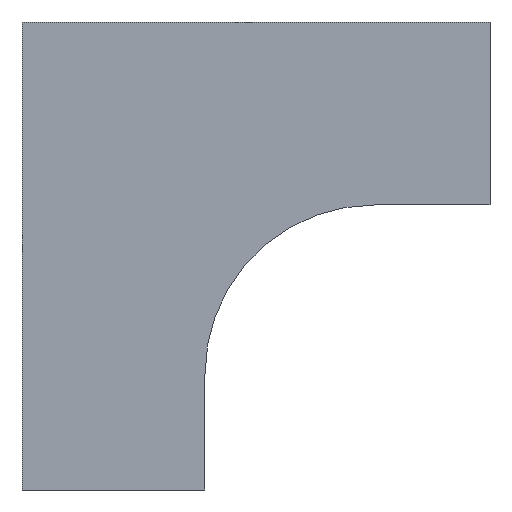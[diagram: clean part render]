
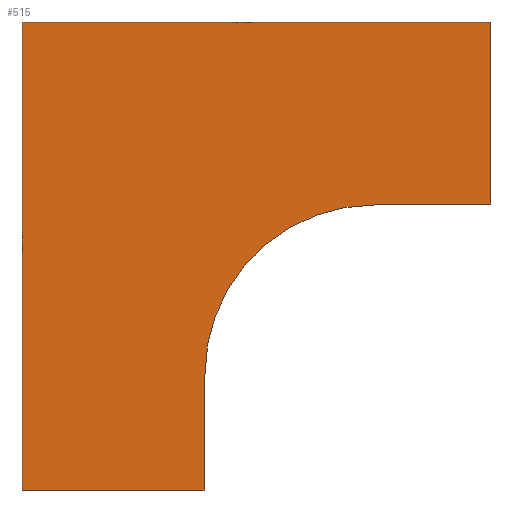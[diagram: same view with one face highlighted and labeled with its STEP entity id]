
A CAD part, front view. The second image highlights one B-rep face of the part: STEP entity #515.
In plain terms, the highlighted planar face has unit normal (0, -1, 0).
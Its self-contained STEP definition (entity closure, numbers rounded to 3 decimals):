
#24 = EDGE_CURVE ( 'NONE', #157, #104, #468, .T. ) ;
#49 = CARTESIAN_POINT ( 'NONE',  ( -55.25, -57.2, 55.25 ) ) ;
#54 = VECTOR ( 'NONE', #89, 1000. ) ;
#62 = DIRECTION ( 'NONE',  ( 1., 0., 0. ) ) ;
#74 = VERTEX_POINT ( 'NONE', #191 ) ;
#89 = DIRECTION ( 'NONE',  ( 0., 0., -1. ) ) ;
#90 = CARTESIAN_POINT ( 'NONE',  ( -12.05, -57.2, -55.25 ) ) ;
#95 = CARTESIAN_POINT ( 'NONE',  ( -55.25, -57.2, 55.25 ) ) ;
#104 = VERTEX_POINT ( 'NONE', #49 ) ;
#106 = LINE ( 'NONE', #375, #318 ) ;
#108 = DIRECTION ( 'NONE',  ( 0., 0., 1. ) ) ;
#111 = ORIENTED_EDGE ( 'NONE', *, *, #380, .F. ) ;
#113 = PLANE ( 'NONE',  #136 ) ;
#114 = CARTESIAN_POINT ( 'NONE',  ( 27.95, -57.2, -27.95 ) ) ;
#117 = VECTOR ( 'NONE', #62, 1000. ) ;
#122 = VERTEX_POINT ( 'NONE', #210 ) ;
#132 = LINE ( 'NONE', #95, #117 ) ;
#136 = AXIS2_PLACEMENT_3D ( 'NONE', #114, #151, #108 ) ;
#151 = DIRECTION ( 'NONE',  ( 0., 1., 0. ) ) ;
#157 = VERTEX_POINT ( 'NONE', #534 ) ;
#170 = LINE ( 'NONE', #90, #54 ) ;
#183 = DIRECTION ( 'NONE',  ( 0., 0., 1. ) ) ;
#185 = DIRECTION ( 'NONE',  ( 0., -1., 0. ) ) ;
#187 = CARTESIAN_POINT ( 'NONE',  ( 27.95, -57.2, -27.95 ) ) ;
#191 = CARTESIAN_POINT ( 'NONE',  ( -12.05, -57.2, -55.25 ) ) ;
#198 = VECTOR ( 'NONE', #206, 1000. ) ;
#203 = VERTEX_POINT ( 'NONE', #511 ) ;
#206 = DIRECTION ( 'NONE',  ( -1., 0., 0. ) ) ;
#210 = CARTESIAN_POINT ( 'NONE',  ( -12.05, -57.2, -27.95 ) ) ;
#214 = CARTESIAN_POINT ( 'NONE',  ( 27.95, -57.2, 12.05 ) ) ;
#215 = AXIS2_PLACEMENT_3D ( 'NONE', #187, #185, #183 ) ;
#238 = ORIENTED_EDGE ( 'NONE', *, *, #435, .F. ) ;
#243 = LINE ( 'NONE', #269, #418 ) ;
#247 = CIRCLE ( 'NONE', #215, 40. ) ;
#259 = ORIENTED_EDGE ( 'NONE', *, *, #531, .F. ) ;
#263 = DIRECTION ( 'NONE',  ( -1., 0., 0. ) ) ;
#269 = CARTESIAN_POINT ( 'NONE',  ( -55.25, -57.2, -55.25 ) ) ;
#279 = VECTOR ( 'NONE', #351, 1000. ) ;
#299 = LINE ( 'NONE', #214, #198 ) ;
#301 = FACE_OUTER_BOUND ( 'NONE', #338, .T. ) ;
#306 = VERTEX_POINT ( 'NONE', #476 ) ;
#318 = VECTOR ( 'NONE', #372, 1000. ) ;
#338 = EDGE_LOOP ( 'NONE', ( #398, #238, #461, #471, #445, #111, #259 ) ) ;
#348 = VERTEX_POINT ( 'NONE', #423 ) ;
#351 = DIRECTION ( 'NONE',  ( 0., 0., 1. ) ) ;
#364 = CARTESIAN_POINT ( 'NONE',  ( -55.25, -57.2, 55.25 ) ) ;
#372 = DIRECTION ( 'NONE',  ( 0., 0., -1. ) ) ;
#375 = CARTESIAN_POINT ( 'NONE',  ( 55.25, -57.2, 12.05 ) ) ;
#380 = EDGE_CURVE ( 'NONE', #203, #348, #106, .T. ) ;
#398 = ORIENTED_EDGE ( 'NONE', *, *, #24, .F. ) ;
#418 = VECTOR ( 'NONE', #263, 1000. ) ;
#423 = CARTESIAN_POINT ( 'NONE',  ( 55.25, -57.2, 12.05 ) ) ;
#435 = EDGE_CURVE ( 'NONE', #74, #157, #243, .T. ) ;
#445 = ORIENTED_EDGE ( 'NONE', *, *, #463, .F. ) ;
#461 = ORIENTED_EDGE ( 'NONE', *, *, #519, .F. ) ;
#463 = EDGE_CURVE ( 'NONE', #348, #306, #299, .T. ) ;
#468 = LINE ( 'NONE', #364, #279 ) ;
#471 = ORIENTED_EDGE ( 'NONE', *, *, #482, .F. ) ;
#476 = CARTESIAN_POINT ( 'NONE',  ( 27.95, -57.2, 12.05 ) ) ;
#482 = EDGE_CURVE ( 'NONE', #306, #122, #247, .T. ) ;
#511 = CARTESIAN_POINT ( 'NONE',  ( 55.25, -57.2, 55.25 ) ) ;
#515 = ADVANCED_FACE ( 'NONE', ( #301 ), #113, .F. ) ;
#519 = EDGE_CURVE ( 'NONE', #122, #74, #170, .T. ) ;
#531 = EDGE_CURVE ( 'NONE', #104, #203, #132, .T. ) ;
#534 = CARTESIAN_POINT ( 'NONE',  ( -55.25, -57.2, -55.25 ) ) ;
